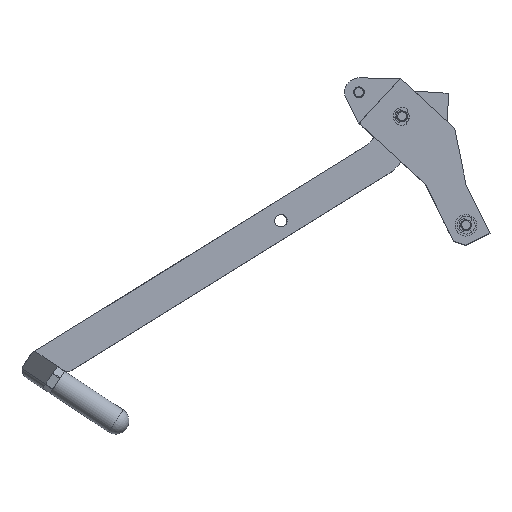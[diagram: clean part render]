
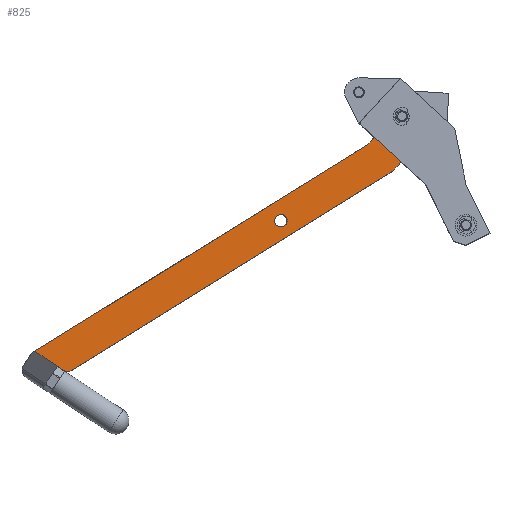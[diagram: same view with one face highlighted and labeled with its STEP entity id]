
A CAD part, left-side view. The second image highlights one B-rep face of the part: STEP entity #825.
In plain terms, the highlighted face is planar.
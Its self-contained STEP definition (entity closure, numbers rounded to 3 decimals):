
#563=CARTESIAN_POINT('',(-122.38,-203.429,30.0));
#564=VERTEX_POINT('',#563);
#571=CARTESIAN_POINT('',(-137.24,-200.701,30.0));
#572=VERTEX_POINT('',#571);
#573=CARTESIAN_POINT('',(-137.24,-200.701,30.));
#574=DIRECTION('',(0.984,-0.181,0.0));
#575=VECTOR('',#574,15.108);
#576=LINE('',#573,#575);
#577=EDGE_CURVE('',#572,#564,#576,.T.);
#683=CARTESIAN_POINT('',(-113.736,-202.06,30.0));
#684=VERTEX_POINT('',#683);
#691=CARTESIAN_POINT('',(-118.727,-204.1,30.0));
#692=VERTEX_POINT('',#691);
#693=CARTESIAN_POINT('',(-117.824,-199.182,30.0));
#694=DIRECTION('',(0.0,0.0,-1.0));
#695=DIRECTION('',(0.378,-0.926,0.0));
#696=AXIS2_PLACEMENT_3D('',#693,#694,#695);
#697=CIRCLE('',#696,5.);
#698=EDGE_CURVE('',#684,#692,#697,.T.);
#715=CARTESIAN_POINT('',(-122.38,-203.429,30.0));
#716=DIRECTION('',(0.984,-0.181,0.0));
#717=VECTOR('',#716,3.714);
#718=LINE('',#715,#717);
#719=EDGE_CURVE('',#564,#692,#718,.T.);
#736=CARTESIAN_POINT('',(-61.453,-108.29,30.0));
#737=DIRECTION('',(0.0,0.0,1.0));
#738=DIRECTION('',(1.0,0.0,0.0));
#739=AXIS2_PLACEMENT_3D('',#736,#737,#738);
#740=PLANE('',#739);
#741=ORIENTED_EDGE('',*,*,#577,.T.);
#742=ORIENTED_EDGE('',*,*,#719,.T.);
#743=ORIENTED_EDGE('',*,*,#698,.F.);
#744=CARTESIAN_POINT('',(5.441,-32.81,30.0));
#745=VERTEX_POINT('',#744);
#746=CARTESIAN_POINT('',(5.441,-32.81,30.0));
#747=DIRECTION('',(-0.576,-0.818,0.0));
#748=VECTOR('',#747,207.);
#749=LINE('',#746,#748);
#750=EDGE_CURVE('',#745,#684,#749,.T.);
#751=ORIENTED_EDGE('',*,*,#750,.F.);
#752=CARTESIAN_POINT('',(10.0,-18.416,30.0));
#753=VERTEX_POINT('',#752);
#754=CARTESIAN_POINT('',(-15.0,-18.416,30.0));
#755=DIRECTION('',(0.0,0.0,-1.0));
#756=DIRECTION('',(0.953,-0.302,0.0));
#757=AXIS2_PLACEMENT_3D('',#754,#755,#756);
#758=CIRCLE('',#757,25.);
#759=EDGE_CURVE('',#753,#745,#758,.T.);
#760=ORIENTED_EDGE('',*,*,#759,.F.);
#761=CARTESIAN_POINT('',(10.0,0.0,30.0));
#762=VERTEX_POINT('',#761);
#763=CARTESIAN_POINT('',(10.0,0.0,30.0));
#764=DIRECTION('',(0.0,-1.0,0.0));
#765=VECTOR('',#764,18.416);
#766=LINE('',#763,#765);
#767=EDGE_CURVE('',#762,#753,#766,.T.);
#768=ORIENTED_EDGE('',*,*,#767,.F.);
#769=CARTESIAN_POINT('',(-10.0,0.0,30.0));
#770=VERTEX_POINT('',#769);
#771=CARTESIAN_POINT('',(0.0,0.0,30.0));
#772=DIRECTION('',(0.0,0.0,-1.0));
#773=DIRECTION('',(1.0,0.0,0.0));
#774=AXIS2_PLACEMENT_3D('',#771,#772,#773);
#775=CIRCLE('',#774,10.0);
#776=EDGE_CURVE('',#770,#762,#775,.T.);
#777=ORIENTED_EDGE('',*,*,#776,.F.);
#778=CARTESIAN_POINT('',(-10.0,-16.833,30.0));
#779=VERTEX_POINT('',#778);
#780=CARTESIAN_POINT('',(-10.0,-16.833,30.0));
#781=DIRECTION('',(0.0,1.0,0.0));
#782=VECTOR('',#781,16.833);
#783=LINE('',#780,#782);
#784=EDGE_CURVE('',#779,#770,#783,.T.);
#785=ORIENTED_EDGE('',*,*,#784,.F.);
#786=CARTESIAN_POINT('',(-11.824,-22.59,30.0));
#787=VERTEX_POINT('',#786);
#788=CARTESIAN_POINT('',(-20.,-16.833,30.0));
#789=DIRECTION('',(0.0,0.0,1.0));
#790=DIRECTION('',(0.953,-0.302,0.0));
#791=AXIS2_PLACEMENT_3D('',#788,#789,#790);
#792=CIRCLE('',#791,10.0);
#793=EDGE_CURVE('',#787,#779,#792,.T.);
#794=ORIENTED_EDGE('',*,*,#793,.F.);
#795=CARTESIAN_POINT('',(-137.24,-200.701,30.0));
#796=DIRECTION('',(0.576,0.818,0.0));
#797=VECTOR('',#796,217.837);
#798=LINE('',#795,#797);
#799=EDGE_CURVE('',#572,#787,#798,.T.);
#800=ORIENTED_EDGE('',*,*,#799,.F.);
#801=EDGE_LOOP('',(#741,#742,#743,#751,#760,#768,#777,#785,#794,#800));
#802=FACE_OUTER_BOUND('',#801,.T.);
#803=CARTESIAN_POINT('',(6.5,0.,30.0));
#804=VERTEX_POINT('',#803);
#805=CARTESIAN_POINT('',(0.0,0.0,30.0));
#806=DIRECTION('',(0.0,0.0,-1.0));
#807=DIRECTION('',(-1.0,0.0,0.0));
#808=AXIS2_PLACEMENT_3D('',#805,#806,#807);
#809=CIRCLE('',#808,6.5);
#810=EDGE_CURVE('',#804,#804,#809,.T.);
#811=ORIENTED_EDGE('',*,*,#810,.T.);
#812=EDGE_LOOP('',(#811));
#813=FACE_BOUND('',#812,.T.);
#814=CARTESIAN_POINT('',(-42.907,-80.0,30.0));
#815=VERTEX_POINT('',#814);
#816=CARTESIAN_POINT('',(-39.407,-80.0,30.0));
#817=DIRECTION('',(0.0,0.0,-1.0));
#818=DIRECTION('',(1.0,0.0,0.0));
#819=AXIS2_PLACEMENT_3D('',#816,#817,#818);
#820=CIRCLE('',#819,3.5);
#821=EDGE_CURVE('',#815,#815,#820,.T.);
#822=ORIENTED_EDGE('',*,*,#821,.T.);
#823=EDGE_LOOP('',(#822));
#824=FACE_BOUND('',#823,.T.);
#825=ADVANCED_FACE('',(#802,#813,#824),#740,.T.);
